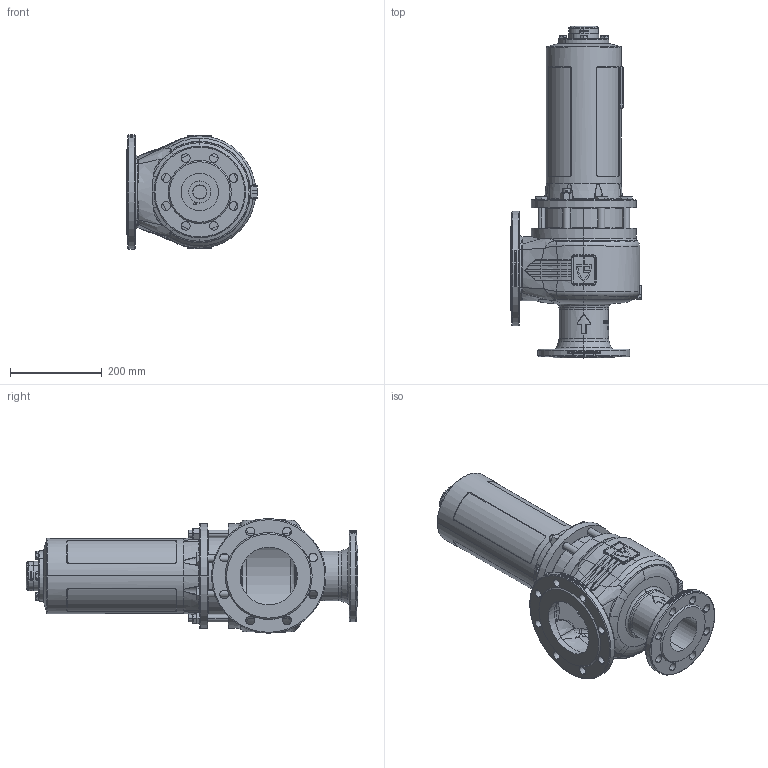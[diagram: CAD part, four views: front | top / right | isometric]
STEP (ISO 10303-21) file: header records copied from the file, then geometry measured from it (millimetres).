
FILE_DESCRIPTION (( 'STEP AP214' ), '1' );
FILE_NAME ('355TBGFO_80_FLFL_80125_MD.STEP', '2020-07-28T08:41:11', ( '' ), ( '' ), 'SwSTEP 2.0', 'SolidWorks 2020', '' );
FILE_SCHEMA (( 'AUTOMOTIVE_DESIGN' ));
Length unit declared in the file: millimetre
Products named in the file (1): 355TBGFO_80_FLFL_80125_MD
Bounding box: 286 x 724.9 x 250 mm (x, y, z)
Volume: 5294270 mm3; surface area: 1173852.3 mm2
Topology: 20 solids, 20 shells, 2680 faces, 6801 edges, 4337 vertices
Faces by surface type: plane 1049, bspline 784, cylinder 491, cone 247, torus 108, sphere 1
Entity records: 219064 total; most frequent: CARTESIAN_POINT 130836, ORIENTED_EDGE 13494, DIRECTION 10019, EDGE_CURVE 6747, VERTEX_POINT 4337, AXIS2_PLACEMENT_3D 3922, EDGE_LOOP 2996, UNCERTAINTY_MEASURE_WITH_UNIT 2689
